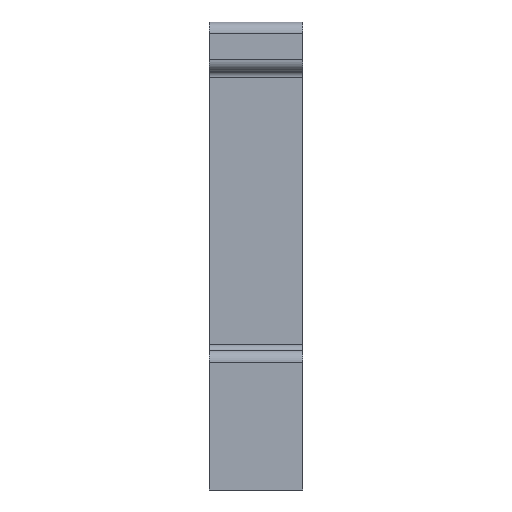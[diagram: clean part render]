
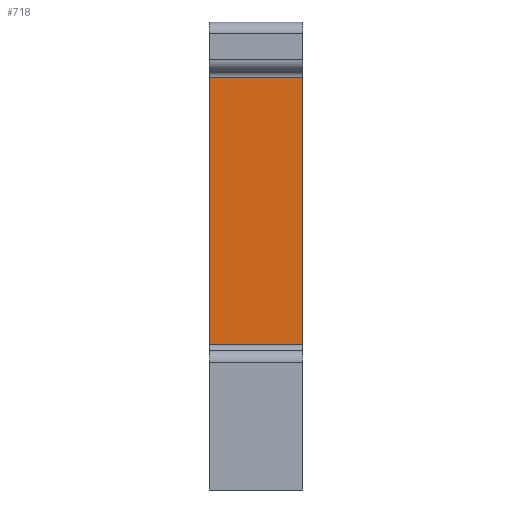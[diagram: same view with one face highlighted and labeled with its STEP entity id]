
A CAD part, front view. The second image highlights one B-rep face of the part: STEP entity #718.
In plain terms, the highlighted planar face has unit normal (0, -1, 0).
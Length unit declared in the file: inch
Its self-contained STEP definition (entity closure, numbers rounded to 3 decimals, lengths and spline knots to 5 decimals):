
#10 = CARTESIAN_POINT ( 'NONE',  ( 1., 3.25, -0.0625 ) ) ;
#12 = ORIENTED_EDGE ( 'NONE', *, *, #162, .F. ) ;
#14 = VECTOR ( 'NONE', #1253, 39.37008 ) ;
#17 = ORIENTED_EDGE ( 'NONE', *, *, #904, .T. ) ;
#82 = EDGE_CURVE ( 'NONE', #189, #300, #962, .T. ) ;
#102 = EDGE_LOOP ( 'NONE', ( #17, #12, #870, #865 ) ) ;
#117 = EDGE_CURVE ( 'NONE', #189, #224, #341, .T. ) ;
#162 = EDGE_CURVE ( 'NONE', #224, #697, #587, .T. ) ;
#189 = VERTEX_POINT ( 'NONE', #10 ) ;
#190 = CARTESIAN_POINT ( 'NONE',  ( 0., 3.25, -0.0625 ) ) ;
#224 = VERTEX_POINT ( 'NONE', #1356 ) ;
#236 = AXIS2_PLACEMENT_3D ( 'NONE', #538, #433, #562 ) ;
#241 = FACE_OUTER_BOUND ( 'NONE', #102, .T. ) ;
#300 = VERTEX_POINT ( 'NONE', #190 ) ;
#341 = LINE ( 'NONE', #973, #1013 ) ;
#433 = DIRECTION ( 'NONE',  ( 0., 1., 0. ) ) ;
#461 = DIRECTION ( 'NONE',  ( -1., 0., 0. ) ) ;
#538 = CARTESIAN_POINT ( 'NONE',  ( 1., 3.25, 0. ) ) ;
#562 = DIRECTION ( 'NONE',  ( 0., 0., 1. ) ) ;
#587 = LINE ( 'NONE', #647, #1334 ) ;
#620 = VECTOR ( 'NONE', #1265, 39.37008 ) ;
#647 = CARTESIAN_POINT ( 'NONE',  ( 1., 3.25, -2.9375 ) ) ;
#697 = VERTEX_POINT ( 'NONE', #1076 ) ;
#718 = ADVANCED_FACE ( 'NONE', ( #241 ), #1093, .F. ) ;
#764 = DIRECTION ( 'NONE',  ( 0., 0., -1. ) ) ;
#865 = ORIENTED_EDGE ( 'NONE', *, *, #82, .T. ) ;
#870 = ORIENTED_EDGE ( 'NONE', *, *, #117, .F. ) ;
#904 = EDGE_CURVE ( 'NONE', #300, #697, #1019, .T. ) ;
#962 = LINE ( 'NONE', #1131, #14 ) ;
#973 = CARTESIAN_POINT ( 'NONE',  ( 1., 3.25, 0. ) ) ;
#1013 = VECTOR ( 'NONE', #764, 39.37008 ) ;
#1019 = LINE ( 'NONE', #1272, #620 ) ;
#1076 = CARTESIAN_POINT ( 'NONE',  ( 0., 3.25, -2.9375 ) ) ;
#1093 = PLANE ( 'NONE',  #236 ) ;
#1131 = CARTESIAN_POINT ( 'NONE',  ( 1., 3.25, -0.0625 ) ) ;
#1253 = DIRECTION ( 'NONE',  ( -1., 0., 0. ) ) ;
#1265 = DIRECTION ( 'NONE',  ( 0., 0., -1. ) ) ;
#1272 = CARTESIAN_POINT ( 'NONE',  ( 0., 3.25, 0. ) ) ;
#1334 = VECTOR ( 'NONE', #461, 39.37008 ) ;
#1356 = CARTESIAN_POINT ( 'NONE',  ( 1., 3.25, -2.9375 ) ) ;
